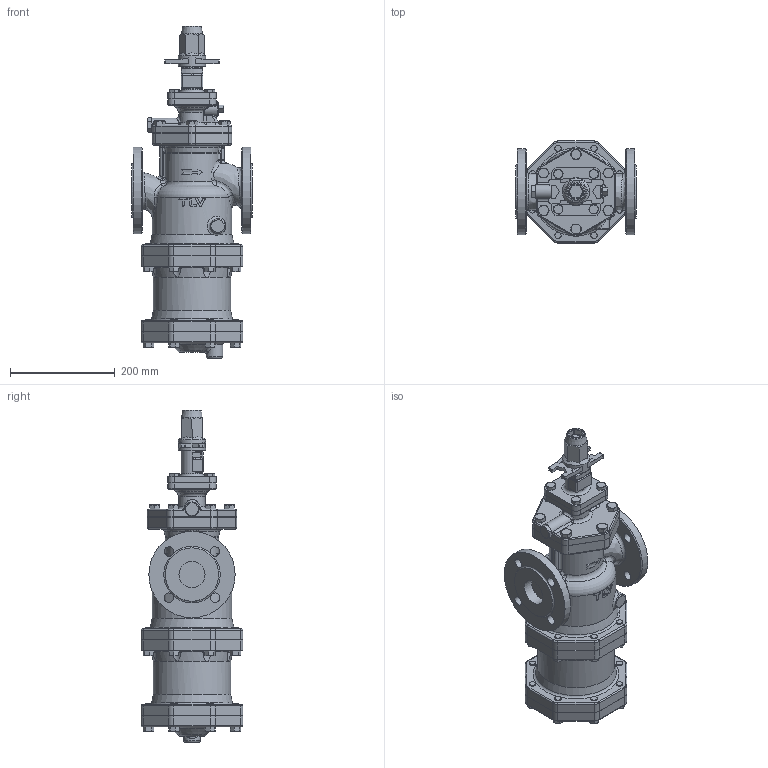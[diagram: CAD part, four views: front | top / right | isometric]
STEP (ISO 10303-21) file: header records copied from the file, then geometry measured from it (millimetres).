
FILE_DESCRIPTION(/* description */ (''),/* implementation_level */ '2;1');
FILE_NAME(/* name */ 'cos3x-050-e0040-00.stp',/* time_stamp */ '2017-11-10T11:20:07+09:00',/* author */ ('nakaot'),/* organization */ (''),/* preprocessor_version */ 'ST-DEVELOPER v15.6',/* originating_system */ 'Autodesk Inventor 2015',/* authorisation */ '');
FILE_SCHEMA (('CONFIG_CONTROL_DESIGN'));
Length unit declared in the file: millimetre
Products named in the file (1): cos3x-050-e0040-00
Bounding box: 230 x 195 x 634.9 mm (x, y, z)
Volume: 9523135.9 mm3; surface area: 673954.6 mm2
Topology: 3 solids, 4 shells, 1113 faces, 2671 edges, 1652 vertices
Faces by surface type: plane 440, cylinder 286, cone 146, bspline 121, torus 96, sphere 24
Full cylindrical faces by diameter (mm): 8.376 x4, 10 x4, 10.106 x6, 12 x42, 13.889 x1, 14 x22, 17.475 x1, 18 x8, 27 x1, 28 x1, 32 x1, 42 x1, 50 x3, 52 x1, 80 x1, 106.856 x1, 119.706 x1, 148 x1, 152 x1, 165 x2
Entity records: 36568 total; most frequent: CARTESIAN_POINT 12624, ORIENTED_EDGE 4938, DIRECTION 4814, EDGE_CURVE 2469, AXIS2_PLACEMENT_3D 1940, VERTEX_POINT 1583, EDGE_LOOP 1398, FACE_OUTER_BOUND 1112
